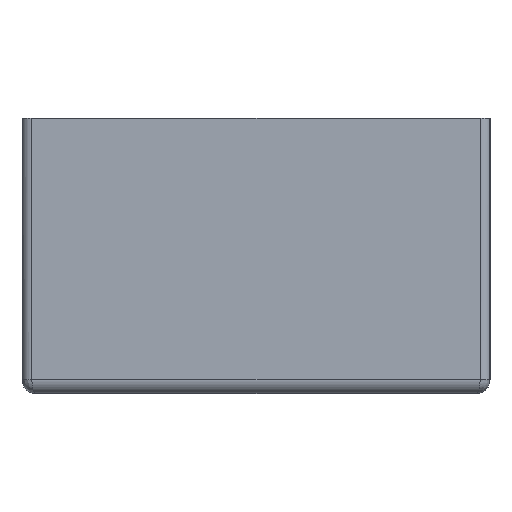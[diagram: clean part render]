
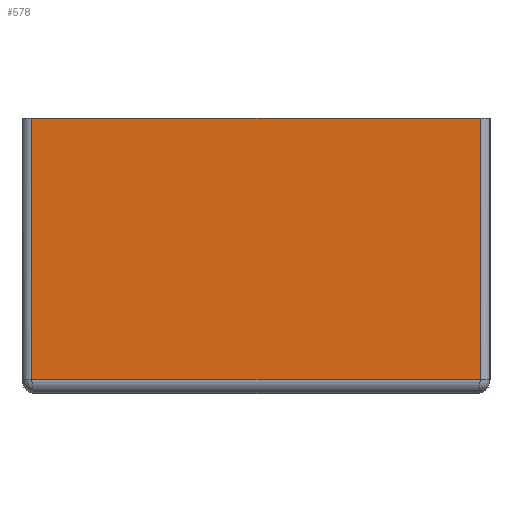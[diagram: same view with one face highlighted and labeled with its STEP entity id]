
A CAD part, left-side view. The second image highlights one B-rep face of the part: STEP entity #578.
In plain terms, the highlighted planar face has unit normal (-1, 0, 0).
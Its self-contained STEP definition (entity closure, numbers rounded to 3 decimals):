
#149 = VERTEX_POINT('',#150);
#150 = CARTESIAN_POINT('',(-33.,-16.3,1.));
#156 = EDGE_CURVE('',#149,#157,#159,.T.);
#157 = VERTEX_POINT('',#158);
#158 = CARTESIAN_POINT('',(-33.,-16.3,20.));
#159 = LINE('',#160,#161);
#160 = CARTESIAN_POINT('',(-33.,-16.3,1.));
#161 = VECTOR('',#162,1.);
#162 = DIRECTION('',(0.,0.,1.));
#208 = VERTEX_POINT('',#209);
#209 = CARTESIAN_POINT('',(-33.,16.3,20.));
#216 = EDGE_CURVE('',#157,#208,#217,.T.);
#217 = LINE('',#218,#219);
#218 = CARTESIAN_POINT('',(-33.,-17.,20.));
#219 = VECTOR('',#220,1.);
#220 = DIRECTION('',(0.,1.,0.));
#578 = ADVANCED_FACE('',(#579),#597,.T.);
#579 = FACE_BOUND('',#580,.T.);
#580 = EDGE_LOOP('',(#581,#589,#590,#591));
#581 = ORIENTED_EDGE('',*,*,#582,.F.);
#582 = EDGE_CURVE('',#149,#583,#585,.T.);
#583 = VERTEX_POINT('',#584);
#584 = CARTESIAN_POINT('',(-33.,16.3,1.));
#585 = LINE('',#586,#587);
#586 = CARTESIAN_POINT('',(-33.,-17.,1.));
#587 = VECTOR('',#588,1.);
#588 = DIRECTION('',(0.,1.,0.));
#589 = ORIENTED_EDGE('',*,*,#156,.T.);
#590 = ORIENTED_EDGE('',*,*,#216,.T.);
#591 = ORIENTED_EDGE('',*,*,#592,.F.);
#592 = EDGE_CURVE('',#583,#208,#593,.T.);
#593 = LINE('',#594,#595);
#594 = CARTESIAN_POINT('',(-33.,16.3,1.));
#595 = VECTOR('',#596,1.);
#596 = DIRECTION('',(0.,0.,1.));
#597 = PLANE('',#598);
#598 = AXIS2_PLACEMENT_3D('',#599,#600,#601);
#599 = CARTESIAN_POINT('',(-33.,-17.,0.));
#600 = DIRECTION('',(-1.,0.,0.));
#601 = DIRECTION('',(0.,1.,0.));
